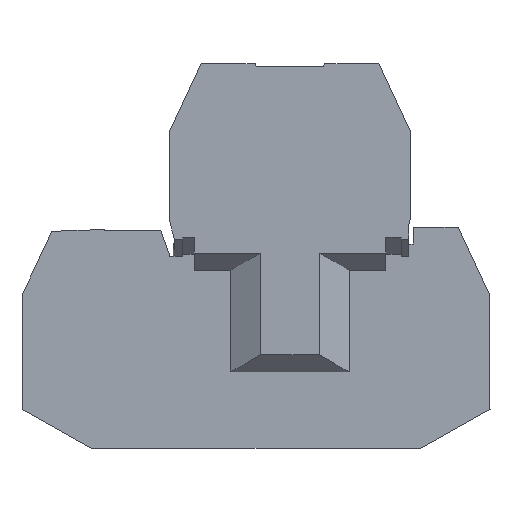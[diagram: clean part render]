
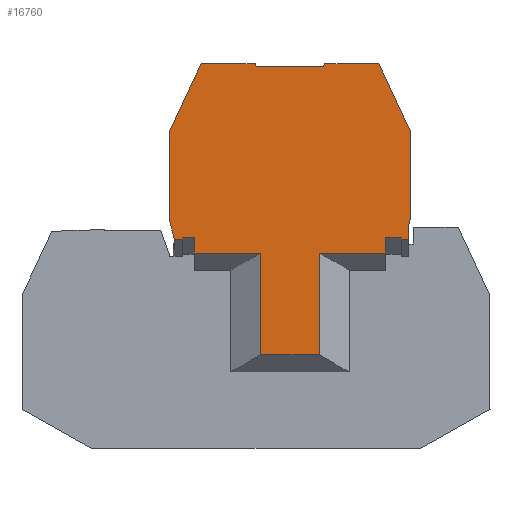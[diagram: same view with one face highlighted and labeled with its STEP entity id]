
A CAD part, left-side view. The second image highlights one B-rep face of the part: STEP entity #16760.
In plain terms, the highlighted face is planar.
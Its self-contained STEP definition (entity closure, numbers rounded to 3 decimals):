
#2870=CARTESIAN_POINT('',(-28.521,8.934,
13.3));
#2880=VERTEX_POINT('',#2870);
#2910=CARTESIAN_POINT('',(-86.557,-115.524,
13.3));
#2920=DIRECTION('',(-0.423,-0.906,
0.));
#2930=VECTOR('',#2920,1.);
#2940=LINE('',#2910,#2930);
#2950=CARTESIAN_POINT('',(-23.781,19.1,
13.3));
#2960=VERTEX_POINT('',#2950);
#2970=EDGE_CURVE('',#2960,#2880,#2940,.T.);
#3240=CARTESIAN_POINT('',(-28.232,-5.15,
13.3));
#3250=VERTEX_POINT('',#3240);
#3280=CARTESIAN_POINT('',(1.342,-115.524,
13.3));
#3290=DIRECTION('',(-0.259,0.966,
0.));
#3300=VECTOR('',#3290,1.);
#3310=LINE('',#3280,#3300);
#3320=CARTESIAN_POINT('',(-28.521,-4.073,
13.3));
#3330=VERTEX_POINT('',#3320);
#3340=EDGE_CURVE('',#3250,#3330,#3310,.T.);
#4110=CARTESIAN_POINT('',(3.804,-6.838,
13.3));
#4120=VERTEX_POINT('',#4110);
#4270=CARTESIAN_POINT('',(5.481,-6.838,
13.3));
#4280=VERTEX_POINT('',#4270);
#4310=CARTESIAN_POINT('',(-12.617,-6.838,
13.3));
#4320=DIRECTION('',(1.,0.,0.));
#4330=VECTOR('',#4320,1.);
#4340=LINE('',#4310,#4330);
#4350=EDGE_CURVE('',#4120,#4280,#4340,.T.);
#6620=CARTESIAN_POINT('',(-12.617,-24.381,
13.3));
#6630=DIRECTION('',(1.,0.,0.));
#6640=VECTOR('',#6630,1.);
#6650=LINE('',#6620,#6640);
#6660=CARTESIAN_POINT('',(-14.895,-24.381,
13.3));
#6670=VERTEX_POINT('',#6660);
#6680=CARTESIAN_POINT('',(-6.147,-24.381,
13.3));
#6690=VERTEX_POINT('',#6680);
#6700=EDGE_CURVE('',#6670,#6690,#6650,.T.);
#7180=CARTESIAN_POINT('',(-14.895,9.834,
13.3));
#7190=DIRECTION('',(0.,-1.,0.));
#7200=VECTOR('',#7190,1.);
#7210=LINE('',#7180,#7200);
#7220=CARTESIAN_POINT('',(-14.895,-9.206,
13.3));
#7230=VERTEX_POINT('',#7220);
#7240=EDGE_CURVE('',#7230,#6670,#7210,.T.);
#8960=CARTESIAN_POINT('',(2.739,19.1,
13.3));
#8970=VERTEX_POINT('',#8960);
#9000=CARTESIAN_POINT('',(65.515,-115.524,
13.3));
#9010=DIRECTION('',(-0.423,0.906,
0.));
#9020=VECTOR('',#9010,1.);
#9030=LINE('',#9000,#9020);
#9040=CARTESIAN_POINT('',(7.479,8.934,
13.3));
#9050=VERTEX_POINT('',#9040);
#9060=EDGE_CURVE('',#9050,#8970,#9030,.T.);
#11010=CARTESIAN_POINT('',(-12.617,-7.121,
13.3));
#11020=DIRECTION('',(-1.,0.,0.));
#11030=VECTOR('',#11020,1.);
#11040=LINE('',#11010,#11030);
#11050=CARTESIAN_POINT('',(6.778,-7.121,
13.3));
#11060=VERTEX_POINT('',#11050);
#11070=CARTESIAN_POINT('',(5.481,-7.121,
13.3));
#11080=VERTEX_POINT('',#11070);
#11090=EDGE_CURVE('',#11060,#11080,#11040,.T.);
#12720=CARTESIAN_POINT('',(-5.321,19.1,
13.3));
#12730=VERTEX_POINT('',#12720);
#12760=CARTESIAN_POINT('',(-9.309,19.1,
13.3));
#12770=DIRECTION('',(-1.,0.,0.));
#12780=VECTOR('',#12770,1.);
#12790=LINE('',#12760,#12780);
#12800=EDGE_CURVE('',#8970,#12730,#12790,.T.);
#13500=CARTESIAN_POINT('',(5.481,-115.524,
13.3));
#13510=DIRECTION('',(0.,-1.,0.));
#13520=VECTOR('',#13510,1.);
#13530=LINE('',#13500,#13520);
#13540=EDGE_CURVE('',#4280,#11080,#13530,.T.);
#14000=CARTESIAN_POINT('',(3.804,-9.206,
13.3));
#14010=VERTEX_POINT('',#14000);
#14040=CARTESIAN_POINT('',(-12.617,-9.206,
13.3));
#14050=DIRECTION('',(-1.,0.,0.));
#14060=VECTOR('',#14050,1.);
#14070=LINE('',#14040,#14060);
#14080=CARTESIAN_POINT('',(-6.147,-9.206,
13.3));
#14090=VERTEX_POINT('',#14080);
#14100=EDGE_CURVE('',#14010,#14090,#14070,.T.);
#14710=CARTESIAN_POINT('',(-12.617,-6.838,
13.3));
#14720=DIRECTION('',(-1.,0.,0.));
#14730=VECTOR('',#14720,1.);
#14740=LINE('',#14710,#14730);
#14750=CARTESIAN_POINT('',(-24.846,-6.838,
13.3));
#14760=VERTEX_POINT('',#14750);
#14770=CARTESIAN_POINT('',(-27.13,-6.838,
13.3));
#14780=VERTEX_POINT('',#14770);
#14790=EDGE_CURVE('',#14760,#14780,#14740,.T.);
#15110=CARTESIAN_POINT('',(-9.309,19.1,
13.3));
#15120=DIRECTION('',(-1.,0.,0.));
#15130=VECTOR('',#15120,1.);
#15140=LINE('',#15110,#15130);
#15150=CARTESIAN_POINT('',(-15.721,19.1,
13.3));
#15160=VERTEX_POINT('',#15150);
#15170=EDGE_CURVE('',#15160,#2960,#15140,.T.);
#15590=CARTESIAN_POINT('',(6.037,-5.036,
13.3));
#15600=DIRECTION('',(0.,0.,-1.));
#15610=DIRECTION('',(-1.,0.,0.));
#15620=AXIS2_PLACEMENT_3D('',#15590,#15600,#15610);
#15630=PLANE('',#15620);
#15640=CARTESIAN_POINT('',(-22.361,-115.524,
13.3));
#15650=DIRECTION('',(0.259,0.966,
0.));
#15660=VECTOR('',#15650,1.);
#15670=LINE('',#15640,#15660);
#15680=CARTESIAN_POINT('',(6.778,-6.997,
13.3));
#15690=VERTEX_POINT('',#15680);
#15700=CARTESIAN_POINT('',(7.479,-4.386,
13.3));
#15710=VERTEX_POINT('',#15700);
#15720=EDGE_CURVE('',#15690,#15710,#15670,.T.);
#15730=ORIENTED_EDGE('',*,*,#15720,.F.);
#15740=CARTESIAN_POINT('',(7.479,-115.524,
13.3));
#15750=DIRECTION('',(0.,1.,0.));
#15760=VECTOR('',#15750,1.);
#15770=LINE('',#15740,#15760);
#15780=EDGE_CURVE('',#15710,#9050,#15770,.T.);
#15790=ORIENTED_EDGE('',*,*,#15780,.F.);
#15800=ORIENTED_EDGE('',*,*,#9060,.F.);
#15810=ORIENTED_EDGE('',*,*,#12800,.F.);
#15820=CARTESIAN_POINT('',(-8.694,9.834,
13.3));
#15830=DIRECTION('',(-0.342,-0.94,
0.));
#15840=VECTOR('',#15830,1.);
#15850=LINE('',#15820,#15840);
#15860=CARTESIAN_POINT('',(-5.503,18.6,
13.3));
#15870=VERTEX_POINT('',#15860);
#15880=EDGE_CURVE('',#12730,#15870,#15850,.T.);
#15890=ORIENTED_EDGE('',*,*,#15880,.F.);
#15900=CARTESIAN_POINT('',(-12.617,18.6,
13.3));
#15910=DIRECTION('',(-1.,0.,0.));
#15920=VECTOR('',#15910,1.);
#15930=LINE('',#15900,#15920);
#15940=CARTESIAN_POINT('',(-15.539,18.6,
13.3));
#15950=VERTEX_POINT('',#15940);
#15960=EDGE_CURVE('',#15870,#15950,#15930,.T.);
#15970=ORIENTED_EDGE('',*,*,#15960,.F.);
#15980=CARTESIAN_POINT('',(-12.348,9.834,
13.3));
#15990=DIRECTION('',(-0.342,0.94,
0.));
#16000=VECTOR('',#15990,1.);
#16010=LINE('',#15980,#16000);
#16020=EDGE_CURVE('',#15950,#15160,#16010,.T.);
#16030=ORIENTED_EDGE('',*,*,#16020,.F.);
#16040=ORIENTED_EDGE('',*,*,#15170,.F.);
#16050=ORIENTED_EDGE('',*,*,#2970,.F.);
#16060=CARTESIAN_POINT('',(-28.521,-115.524,
13.3));
#16070=DIRECTION('',(0.,-1.,0.));
#16080=VECTOR('',#16070,1.);
#16090=LINE('',#16060,#16080);
#16100=EDGE_CURVE('',#2880,#3330,#16090,.T.);
#16110=ORIENTED_EDGE('',*,*,#16100,.F.);
#16120=ORIENTED_EDGE('',*,*,#3340,.T.);
#16130=CARTESIAN_POINT('',(-28.232,-115.524,
13.3));
#16140=DIRECTION('',(0.,-1.,0.));
#16150=VECTOR('',#16140,1.);
#16160=LINE('',#16130,#16150);
#16170=CARTESIAN_POINT('',(-28.232,-7.121,
13.3));
#16180=VERTEX_POINT('',#16170);
#16190=EDGE_CURVE('',#3250,#16180,#16160,.T.);
#16200=ORIENTED_EDGE('',*,*,#16190,.F.);
#16210=CARTESIAN_POINT('',(-12.617,-7.121,
13.3));
#16220=DIRECTION('',(1.,0.,0.));
#16230=VECTOR('',#16220,1.);
#16240=LINE('',#16210,#16230);
#16250=CARTESIAN_POINT('',(-27.13,-7.121,
13.3));
#16260=VERTEX_POINT('',#16250);
#16270=EDGE_CURVE('',#16180,#16260,#16240,.T.);
#16280=ORIENTED_EDGE('',*,*,#16270,.F.);
#16290=CARTESIAN_POINT('',(-27.13,-115.524,
13.3));
#16300=DIRECTION('',(0.,1.,0.));
#16310=VECTOR('',#16300,1.);
#16320=LINE('',#16290,#16310);
#16330=EDGE_CURVE('',#16260,#14780,#16320,.T.);
#16340=ORIENTED_EDGE('',*,*,#16330,.F.);
#16350=ORIENTED_EDGE('',*,*,#14790,.T.);
#16360=CARTESIAN_POINT('',(-24.846,9.834,
13.3));
#16370=DIRECTION('',(0.,1.,0.));
#16380=VECTOR('',#16370,1.);
#16390=LINE('',#16360,#16380);
#16400=CARTESIAN_POINT('',(-24.846,-9.206,
13.3));
#16410=VERTEX_POINT('',#16400);
#16420=EDGE_CURVE('',#16410,#14760,#16390,.T.);
#16430=ORIENTED_EDGE('',*,*,#16420,.T.);
#16440=CARTESIAN_POINT('',(-12.617,-9.206,
13.3));
#16450=DIRECTION('',(1.,0.,0.));
#16460=VECTOR('',#16450,1.);
#16470=LINE('',#16440,#16460);
#16480=EDGE_CURVE('',#16410,#7230,#16470,.T.);
#16490=ORIENTED_EDGE('',*,*,#16480,.F.);
#16500=ORIENTED_EDGE('',*,*,#7240,.F.);
#16510=ORIENTED_EDGE('',*,*,#6700,.F.);
#16520=CARTESIAN_POINT('',(-6.147,9.834,
13.3));
#16530=DIRECTION('',(0.,-1.,0.));
#16540=VECTOR('',#16530,1.);
#16550=LINE('',#16520,#16540);
#16560=EDGE_CURVE('',#14090,#6690,#16550,.T.);
#16570=ORIENTED_EDGE('',*,*,#16560,.T.);
#16580=ORIENTED_EDGE('',*,*,#14100,.T.);
#16590=CARTESIAN_POINT('',(3.804,9.834,
13.3));
#16600=DIRECTION('',(0.,-1.,0.));
#16610=VECTOR('',#16600,1.);
#16620=LINE('',#16590,#16610);
#16630=EDGE_CURVE('',#4120,#14010,#16620,.T.);
#16640=ORIENTED_EDGE('',*,*,#16630,.T.);
#16650=ORIENTED_EDGE('',*,*,#4350,.F.);
#16660=ORIENTED_EDGE('',*,*,#13540,.F.);
#16670=ORIENTED_EDGE('',*,*,#11090,.T.);
#16680=CARTESIAN_POINT('',(6.778,9.834,
13.3));
#16690=DIRECTION('',(0.,1.,0.));
#16700=VECTOR('',#16690,1.);
#16710=LINE('',#16680,#16700);
#16720=EDGE_CURVE('',#11060,#15690,#16710,.T.);
#16730=ORIENTED_EDGE('',*,*,#16720,.F.);
#16740=EDGE_LOOP('',(#16730,#16670,#16660,#16650,#16640,#16580,#16570,
#16510,#16500,#16490,#16430,#16350,#16340,#16280,#16200,#16120,#16110,
#16050,#16040,#16030,#15970,#15890,#15810,#15800,#15790,#15730));
#16750=FACE_OUTER_BOUND('',#16740,.T.);
#16760=ADVANCED_FACE('',(#16750),#15630,.T.);
